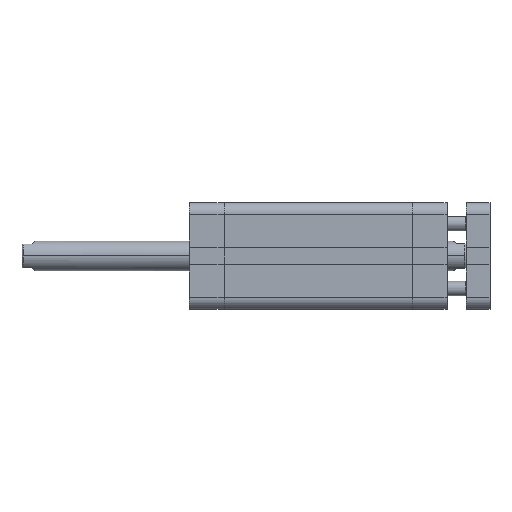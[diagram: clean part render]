
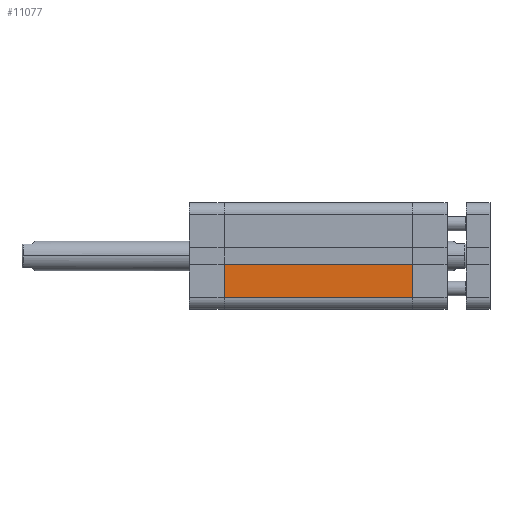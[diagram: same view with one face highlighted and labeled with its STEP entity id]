
A CAD part, front view. The second image highlights one B-rep face of the part: STEP entity #11077.
In plain terms, the highlighted planar face has unit normal (0, -1, 0).
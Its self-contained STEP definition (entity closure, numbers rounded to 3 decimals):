
#70 = ORIENTED_EDGE ( 'NONE', *, *, #9379, .T. ) ;
#1282 = CARTESIAN_POINT ( 'NONE',  ( 0., -18., -18. ) ) ;
#1948 = CARTESIAN_POINT ( 'NONE',  ( 0., -18., -14. ) ) ;
#2239 = LINE ( 'NONE', #30274, #7709 ) ;
#2657 = ORIENTED_EDGE ( 'NONE', *, *, #21750, .T. ) ;
#4286 = VECTOR ( 'NONE', #8097, 1000. ) ;
#5497 = VERTEX_POINT ( 'NONE', #7602 ) ;
#5826 = EDGE_CURVE ( 'NONE', #10954, #5497, #2239, .T. ) ;
#6922 = ORIENTED_EDGE ( 'NONE', *, *, #5826, .F. ) ;
#7009 = VERTEX_POINT ( 'NONE', #1948 ) ;
#7602 = CARTESIAN_POINT ( 'NONE',  ( 63.5, -18., -14. ) ) ;
#7709 = VECTOR ( 'NONE', #8952, 1000. ) ;
#7770 = VERTEX_POINT ( 'NONE', #17174 ) ;
#8097 = DIRECTION ( 'NONE',  ( 1., 0., 0. ) ) ;
#8250 = EDGE_LOOP ( 'NONE', ( #70, #27545, #2657, #6922 ) ) ;
#8952 = DIRECTION ( 'NONE',  ( 0., 0., -1. ) ) ;
#9379 = EDGE_CURVE ( 'NONE', #10954, #7770, #28074, .T. ) ;
#10835 = CARTESIAN_POINT ( 'NONE',  ( 63.5, -18., -18. ) ) ;
#10954 = VERTEX_POINT ( 'NONE', #21424 ) ;
#11077 = ADVANCED_FACE ( 'NONE', ( #20332 ), #29233, .F. ) ;
#13925 = AXIS2_PLACEMENT_3D ( 'NONE', #10835, #17746, #19715 ) ;
#17003 = CARTESIAN_POINT ( 'NONE',  ( 63.5, -18., -14. ) ) ;
#17174 = CARTESIAN_POINT ( 'NONE',  ( 0., -18., -2.8 ) ) ;
#17746 = DIRECTION ( 'NONE',  ( 0., 1., 0. ) ) ;
#19636 = DIRECTION ( 'NONE',  ( 0., 0., -1. ) ) ;
#19715 = DIRECTION ( 'NONE',  ( 0., 0., 1. ) ) ;
#20332 = FACE_OUTER_BOUND ( 'NONE', #8250, .T. ) ;
#21424 = CARTESIAN_POINT ( 'NONE',  ( 63.5, -18., -2.8 ) ) ;
#21750 = EDGE_CURVE ( 'NONE', #7009, #5497, #28635, .T. ) ;
#27141 = LINE ( 'NONE', #1282, #28135 ) ;
#27545 = ORIENTED_EDGE ( 'NONE', *, *, #28902, .T. ) ;
#27773 = CARTESIAN_POINT ( 'NONE',  ( 63.501, -18., -2.8 ) ) ;
#27933 = DIRECTION ( 'NONE',  ( -1., 0., 0. ) ) ;
#28074 = LINE ( 'NONE', #27773, #30121 ) ;
#28135 = VECTOR ( 'NONE', #19636, 1000. ) ;
#28635 = LINE ( 'NONE', #17003, #4286 ) ;
#28902 = EDGE_CURVE ( 'NONE', #7770, #7009, #27141, .T. ) ;
#29233 = PLANE ( 'NONE',  #13925 ) ;
#30121 = VECTOR ( 'NONE', #27933, 1000. ) ;
#30274 = CARTESIAN_POINT ( 'NONE',  ( 63.5, -18., -18. ) ) ;
